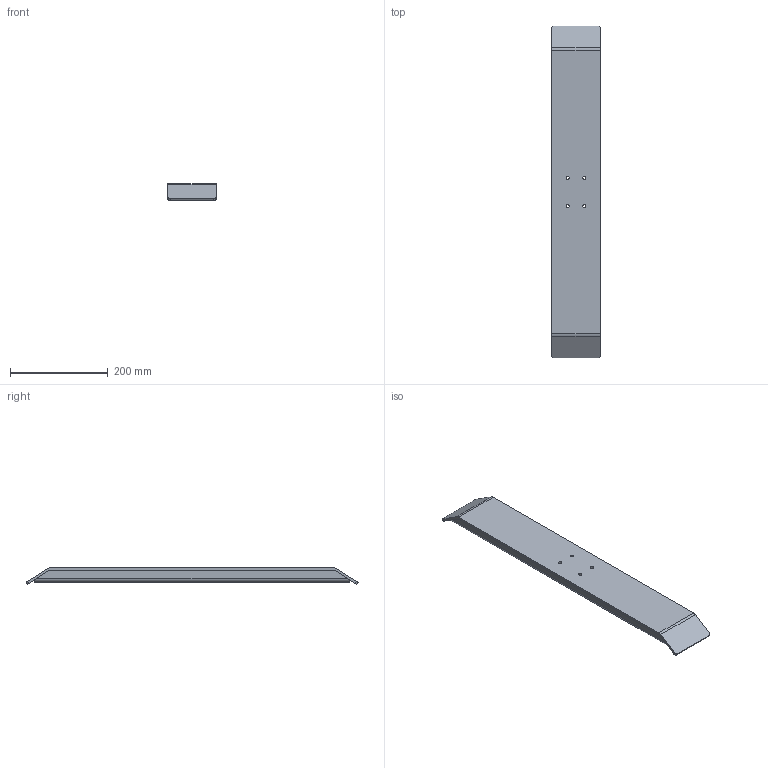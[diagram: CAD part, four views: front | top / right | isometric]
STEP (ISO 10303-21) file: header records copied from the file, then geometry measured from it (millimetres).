
FILE_DESCRIPTION((''),'2;1');
FILE_NAME('JC35TS-0297','2021-01-06T15:57:49',('sa'),('捷昌驱动'),'CREO PARAMETRIC BY PTC INC, 2018100','CREO PARAMETRIC BY PTC INC, 2018100','');
FILE_SCHEMA(('CONFIG_CONTROL_DESIGN'));
Length unit declared in the file: millimetre
Products named in the file (1): JC35TS-0297
Bounding box: 100 x 680 x 34.21 mm (x, y, z)
Volume: 717676 mm3; surface area: 291293.2 mm2
Topology: 1 solids, 3 shells, 54 faces, 158 edges, 104 vertices
Faces by surface type: cylinder 30, plane 24
Entity records: 1895 total; most frequent: CARTESIAN_POINT 349, DIRECTION 316, ORIENTED_EDGE 308, EDGE_CURVE 158, AXIS2_PLACEMENT_3D 111, VERTEX_POINT 104, VECTOR 94, LINE 94
